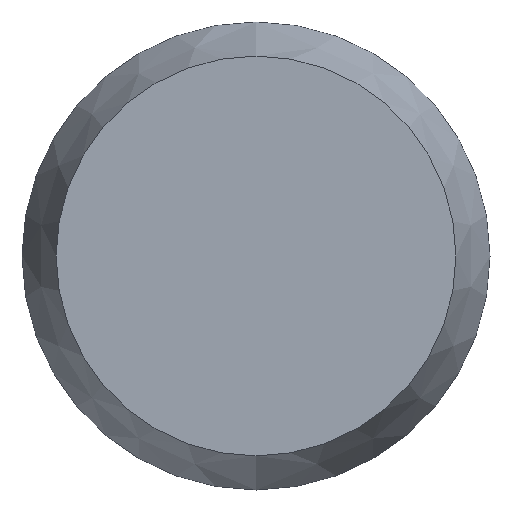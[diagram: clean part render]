
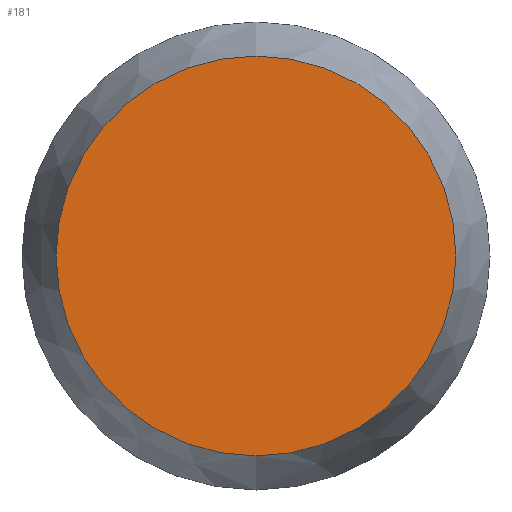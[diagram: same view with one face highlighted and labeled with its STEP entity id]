
A CAD part, left-side view. The second image highlights one B-rep face of the part: STEP entity #181.
In plain terms, the highlighted planar face has unit normal (-1, 0, 0).
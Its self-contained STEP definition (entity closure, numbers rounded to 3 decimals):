
#4 = CARTESIAN_POINT ( 'NONE',  ( -13., 0., 0. ) ) ;
#12 = VERTEX_POINT ( 'NONE', #84 ) ;
#13 = PLANE ( 'NONE',  #253 ) ;
#38 = DIRECTION ( 'NONE',  ( 0., 0., -1. ) ) ;
#45 = EDGE_LOOP ( 'NONE', ( #121, #239 ) ) ;
#46 = DIRECTION ( 'NONE',  ( 0., 0., 1. ) ) ;
#67 = DIRECTION ( 'NONE',  ( -1., 0., 0. ) ) ;
#78 = DIRECTION ( 'NONE',  ( 0., 0., 1. ) ) ;
#84 = CARTESIAN_POINT ( 'NONE',  ( -13., 0., -21.36 ) ) ;
#93 = CARTESIAN_POINT ( 'NONE',  ( -13., 0., 0. ) ) ;
#104 = CIRCLE ( 'NONE', #251, 21.36 ) ;
#113 = CARTESIAN_POINT ( 'NONE',  ( -13., 0., 21.36 ) ) ;
#121 = ORIENTED_EDGE ( 'NONE', *, *, #157, .T. ) ;
#149 = EDGE_CURVE ( 'NONE', #237, #12, #160, .T. ) ;
#157 = EDGE_CURVE ( 'NONE', #12, #237, #104, .T. ) ;
#160 = CIRCLE ( 'NONE', #218, 21.36 ) ;
#171 = DIRECTION ( 'NONE',  ( 1., 0., 0. ) ) ;
#181 = ADVANCED_FACE ( 'NONE', ( #211 ), #13, .F. ) ;
#204 = DIRECTION ( 'NONE',  ( -1., 0., 0. ) ) ;
#206 = CARTESIAN_POINT ( 'NONE',  ( -13., 0., 0. ) ) ;
#211 = FACE_OUTER_BOUND ( 'NONE', #45, .T. ) ;
#218 = AXIS2_PLACEMENT_3D ( 'NONE', #4, #204, #78 ) ;
#237 = VERTEX_POINT ( 'NONE', #113 ) ;
#239 = ORIENTED_EDGE ( 'NONE', *, *, #149, .T. ) ;
#251 = AXIS2_PLACEMENT_3D ( 'NONE', #206, #67, #46 ) ;
#253 = AXIS2_PLACEMENT_3D ( 'NONE', #93, #171, #38 ) ;
